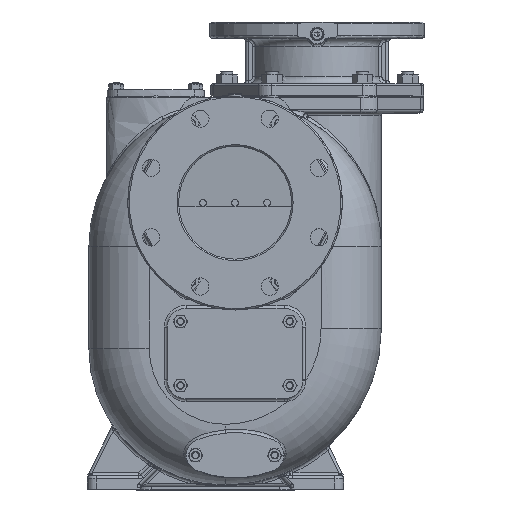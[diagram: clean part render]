
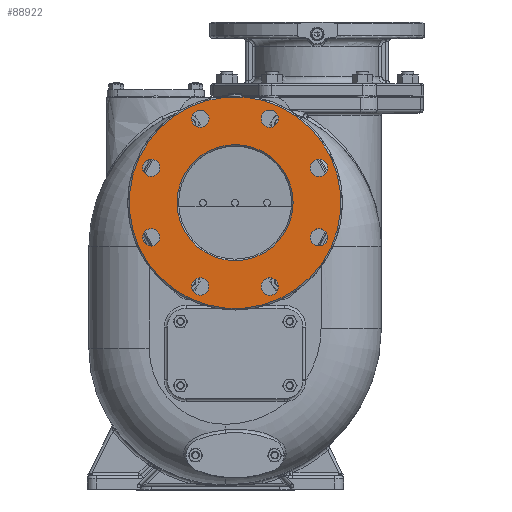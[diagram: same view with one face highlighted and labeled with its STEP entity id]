
A CAD part, top view. The second image highlights one B-rep face of the part: STEP entity #88922.
In plain terms, the highlighted planar face has unit normal (0, 0, 1).
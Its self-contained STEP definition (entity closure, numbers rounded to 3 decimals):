
#25589=CARTESIAN_POINT('',(14.157,520.,303.5));
#25591=CARTESIAN_POINT('',(37.843,520.,303.5));
#25618=CARTESIAN_POINT('',(26.,380.,303.5));
#25619=DIRECTION('',(0.,0.,1.));
#25620=DIRECTION('',(-0.084,0.996,0.));
#25621=AXIS2_PLACEMENT_3D('',#25618,#25619,#25620);
#25636=DIRECTION('',(-1.,0.,0.));
#25637=VECTOR('',#25636,23.685);
#25638=CARTESIAN_POINT('',(37.843,520.,303.5));
#25639=LINE('',#25638,#25637);
#25640=CARTESIAN_POINT('',(26.,380.,303.5));
#25641=DIRECTION('',(0.,0.,1.));
#25642=DIRECTION('',(1.,0.,0.));
#25643=AXIS2_PLACEMENT_3D('',#25640,#25641,#25642);
#25645=CARTESIAN_POINT('',(26.,380.,303.5));
#25646=DIRECTION('',(0.,0.,1.));
#25647=DIRECTION('',(-1.,0.,0.));
#25648=AXIS2_PLACEMENT_3D('',#25645,#25646,#25647);
#25650=CARTESIAN_POINT('',(-85.327,333.887,303.5));
#25651=DIRECTION('',(0.,0.,-1.));
#25652=DIRECTION('',(1.,0.,0.));
#25653=AXIS2_PLACEMENT_3D('',#25650,#25651,#25652);
#25655=CARTESIAN_POINT('',(-85.327,333.887,303.5));
#25656=DIRECTION('',(0.,0.,-1.));
#25657=DIRECTION('',(-1.,0.,0.));
#25658=AXIS2_PLACEMENT_3D('',#25655,#25656,#25657);
#25660=CARTESIAN_POINT('',(-20.113,268.673,303.5));
#25661=DIRECTION('',(0.,0.,-1.));
#25662=DIRECTION('',(0.707,0.707,0.));
#25663=AXIS2_PLACEMENT_3D('',#25660,#25661,#25662);
#25665=CARTESIAN_POINT('',(-20.113,268.673,303.5));
#25666=DIRECTION('',(0.,0.,-1.));
#25667=DIRECTION('',(-0.707,-0.707,0.));
#25668=AXIS2_PLACEMENT_3D('',#25665,#25666,#25667);
#25670=CARTESIAN_POINT('',(72.113,268.673,303.5));
#25671=DIRECTION('',(0.,0.,-1.));
#25672=DIRECTION('',(0.,1.,0.));
#25673=AXIS2_PLACEMENT_3D('',#25670,#25671,#25672);
#25675=CARTESIAN_POINT('',(72.113,268.673,303.5));
#25676=DIRECTION('',(0.,0.,-1.));
#25677=DIRECTION('',(0.,-1.,0.));
#25678=AXIS2_PLACEMENT_3D('',#25675,#25676,#25677);
#25680=CARTESIAN_POINT('',(137.327,333.887,303.5));
#25681=DIRECTION('',(0.,0.,-1.));
#25682=DIRECTION('',(-0.707,0.707,0.));
#25683=AXIS2_PLACEMENT_3D('',#25680,#25681,#25682);
#25685=CARTESIAN_POINT('',(137.327,333.887,303.5));
#25686=DIRECTION('',(0.,0.,-1.));
#25687=DIRECTION('',(0.707,-0.707,0.));
#25688=AXIS2_PLACEMENT_3D('',#25685,#25686,#25687);
#25690=CARTESIAN_POINT('',(137.327,426.113,303.5));
#25691=DIRECTION('',(0.,0.,-1.));
#25692=DIRECTION('',(-1.,0.,0.));
#25693=AXIS2_PLACEMENT_3D('',#25690,#25691,#25692);
#25695=CARTESIAN_POINT('',(137.327,426.113,303.5));
#25696=DIRECTION('',(0.,0.,-1.));
#25697=DIRECTION('',(1.,0.,0.));
#25698=AXIS2_PLACEMENT_3D('',#25695,#25696,#25697);
#25700=CARTESIAN_POINT('',(72.113,491.327,303.5));
#25701=DIRECTION('',(0.,0.,-1.));
#25702=DIRECTION('',(-0.707,-0.707,0.));
#25703=AXIS2_PLACEMENT_3D('',#25700,#25701,#25702);
#25705=CARTESIAN_POINT('',(72.113,491.327,303.5));
#25706=DIRECTION('',(0.,0.,-1.));
#25707=DIRECTION('',(0.707,0.707,0.));
#25708=AXIS2_PLACEMENT_3D('',#25705,#25706,#25707);
#25710=CARTESIAN_POINT('',(-20.113,491.327,303.5));
#25711=DIRECTION('',(0.,0.,-1.));
#25712=DIRECTION('',(0.,-1.,0.));
#25713=AXIS2_PLACEMENT_3D('',#25710,#25711,#25712);
#25715=CARTESIAN_POINT('',(-20.113,491.327,303.5));
#25716=DIRECTION('',(0.,0.,-1.));
#25717=DIRECTION('',(0.,1.,0.));
#25718=AXIS2_PLACEMENT_3D('',#25715,#25716,#25717);
#25720=CARTESIAN_POINT('',(-85.327,426.113,303.5));
#25721=DIRECTION('',(0.,0.,-1.));
#25722=DIRECTION('',(0.707,-0.707,0.));
#25723=AXIS2_PLACEMENT_3D('',#25720,#25721,#25722);
#25725=CARTESIAN_POINT('',(-85.327,426.113,303.5));
#25726=DIRECTION('',(0.,0.,-1.));
#25727=DIRECTION('',(-0.707,0.707,0.));
#25728=AXIS2_PLACEMENT_3D('',#25725,#25726,#25727);
#58997=CARTESIAN_POINT('',(103.,380.,303.5));
#58998=CARTESIAN_POINT('',(-51.,380.,303.5));
#58999=VERTEX_POINT('',#58997);
#59000=VERTEX_POINT('',#58998);
#59039=CARTESIAN_POINT('',(-73.827,333.887,303.5));
#59040=CARTESIAN_POINT('',(-96.827,333.887,303.5));
#59041=VERTEX_POINT('',#59039);
#59042=VERTEX_POINT('',#59040);
#59047=CARTESIAN_POINT('',(-11.982,276.804,303.5));
#59048=CARTESIAN_POINT('',(-28.245,260.541,303.5));
#59049=VERTEX_POINT('',#59047);
#59050=VERTEX_POINT('',#59048);
#59055=CARTESIAN_POINT('',(72.113,280.173,303.5));
#59056=CARTESIAN_POINT('',(72.113,257.173,303.5));
#59057=VERTEX_POINT('',#59055);
#59058=VERTEX_POINT('',#59056);
#59063=CARTESIAN_POINT('',(129.196,342.018,303.5));
#59064=CARTESIAN_POINT('',(145.459,325.755,303.5));
#59065=VERTEX_POINT('',#59063);
#59066=VERTEX_POINT('',#59064);
#59071=CARTESIAN_POINT('',(125.827,426.113,303.5));
#59072=CARTESIAN_POINT('',(148.827,426.113,303.5));
#59073=VERTEX_POINT('',#59071);
#59074=VERTEX_POINT('',#59072);
#59079=CARTESIAN_POINT('',(63.982,483.196,303.5));
#59080=CARTESIAN_POINT('',(80.245,499.459,303.5));
#59081=VERTEX_POINT('',#59079);
#59082=VERTEX_POINT('',#59080);
#59087=CARTESIAN_POINT('',(-20.113,479.827,303.5));
#59088=CARTESIAN_POINT('',(-20.113,502.827,303.5));
#59089=VERTEX_POINT('',#59087);
#59090=VERTEX_POINT('',#59088);
#59095=CARTESIAN_POINT('',(-77.196,417.982,303.5));
#59096=CARTESIAN_POINT('',(-93.459,434.245,303.5));
#59097=VERTEX_POINT('',#59095);
#59098=VERTEX_POINT('',#59096);
#59111=VERTEX_POINT('',#25589);
#59112=VERTEX_POINT('',#25591);
#88859=CARTESIAN_POINT('',(26.,380.,303.5));
#88860=DIRECTION('',(0.,0.,1.));
#88861=DIRECTION('',(0.,1.,0.));
#88862=AXIS2_PLACEMENT_3D('',#88859,#88860,#88861);
#88863=PLANE('',#88862);
#88864=ORIENTED_EDGE('',*,*,#88841,.F.);
#88865=ORIENTED_EDGE('',*,*,#88822,.F.);
#88866=EDGE_LOOP('',(#88864,#88865));
#88867=FACE_OUTER_BOUND('',#88866,.F.);
#88869=ORIENTED_EDGE('',*,*,#88868,.T.);
#88871=ORIENTED_EDGE('',*,*,#88870,.T.);
#88872=EDGE_LOOP('',(#88869,#88871));
#88873=FACE_BOUND('',#88872,.F.);
#88875=ORIENTED_EDGE('',*,*,#88874,.F.);
#88877=ORIENTED_EDGE('',*,*,#88876,.F.);
#88878=EDGE_LOOP('',(#88875,#88877));
#88879=FACE_BOUND('',#88878,.F.);
#88881=ORIENTED_EDGE('',*,*,#88880,.F.);
#88883=ORIENTED_EDGE('',*,*,#88882,.F.);
#88884=EDGE_LOOP('',(#88881,#88883));
#88885=FACE_BOUND('',#88884,.F.);
#88887=ORIENTED_EDGE('',*,*,#88886,.F.);
#88889=ORIENTED_EDGE('',*,*,#88888,.F.);
#88890=EDGE_LOOP('',(#88887,#88889));
#88891=FACE_BOUND('',#88890,.F.);
#88893=ORIENTED_EDGE('',*,*,#88892,.F.);
#88895=ORIENTED_EDGE('',*,*,#88894,.F.);
#88896=EDGE_LOOP('',(#88893,#88895));
#88897=FACE_BOUND('',#88896,.F.);
#88899=ORIENTED_EDGE('',*,*,#88898,.F.);
#88901=ORIENTED_EDGE('',*,*,#88900,.F.);
#88902=EDGE_LOOP('',(#88899,#88901));
#88903=FACE_BOUND('',#88902,.F.);
#88905=ORIENTED_EDGE('',*,*,#88904,.F.);
#88907=ORIENTED_EDGE('',*,*,#88906,.F.);
#88908=EDGE_LOOP('',(#88905,#88907));
#88909=FACE_BOUND('',#88908,.F.);
#88911=ORIENTED_EDGE('',*,*,#88910,.F.);
#88913=ORIENTED_EDGE('',*,*,#88912,.F.);
#88914=EDGE_LOOP('',(#88911,#88913));
#88915=FACE_BOUND('',#88914,.F.);
#88917=ORIENTED_EDGE('',*,*,#88916,.F.);
#88919=ORIENTED_EDGE('',*,*,#88918,.F.);
#88920=EDGE_LOOP('',(#88917,#88919));
#88921=FACE_BOUND('',#88920,.F.);
#88922=ADVANCED_FACE('',(#88867,#88873,#88879,#88885,#88891,#88897,#88903,
#88909,#88915,#88921),#88863,.T.);
#25622=CIRCLE('',#25621,140.5);
#25644=CIRCLE('',#25643,77.);
#25649=CIRCLE('',#25648,77.);
#25654=CIRCLE('',#25653,11.5);
#25659=CIRCLE('',#25658,11.5);
#25664=CIRCLE('',#25663,11.5);
#25669=CIRCLE('',#25668,11.5);
#25674=CIRCLE('',#25673,11.5);
#25679=CIRCLE('',#25678,11.5);
#25684=CIRCLE('',#25683,11.5);
#25689=CIRCLE('',#25688,11.5);
#25694=CIRCLE('',#25693,11.5);
#25699=CIRCLE('',#25698,11.5);
#25704=CIRCLE('',#25703,11.5);
#25709=CIRCLE('',#25708,11.5);
#25714=CIRCLE('',#25713,11.5);
#25719=CIRCLE('',#25718,11.5);
#25724=CIRCLE('',#25723,11.5);
#25729=CIRCLE('',#25728,11.5);
#88822=EDGE_CURVE('',#59112,#59111,#25639,.T.);
#88841=EDGE_CURVE('',#59111,#59112,#25622,.T.);
#88868=EDGE_CURVE('',#58999,#59000,#25644,.T.);
#88870=EDGE_CURVE('',#59000,#58999,#25649,.T.);
#88874=EDGE_CURVE('',#59041,#59042,#25654,.T.);
#88876=EDGE_CURVE('',#59042,#59041,#25659,.T.);
#88880=EDGE_CURVE('',#59049,#59050,#25664,.T.);
#88882=EDGE_CURVE('',#59050,#59049,#25669,.T.);
#88886=EDGE_CURVE('',#59057,#59058,#25674,.T.);
#88888=EDGE_CURVE('',#59058,#59057,#25679,.T.);
#88892=EDGE_CURVE('',#59065,#59066,#25684,.T.);
#88894=EDGE_CURVE('',#59066,#59065,#25689,.T.);
#88898=EDGE_CURVE('',#59073,#59074,#25694,.T.);
#88900=EDGE_CURVE('',#59074,#59073,#25699,.T.);
#88904=EDGE_CURVE('',#59081,#59082,#25704,.T.);
#88906=EDGE_CURVE('',#59082,#59081,#25709,.T.);
#88910=EDGE_CURVE('',#59089,#59090,#25714,.T.);
#88912=EDGE_CURVE('',#59090,#59089,#25719,.T.);
#88916=EDGE_CURVE('',#59097,#59098,#25724,.T.);
#88918=EDGE_CURVE('',#59098,#59097,#25729,.T.);
